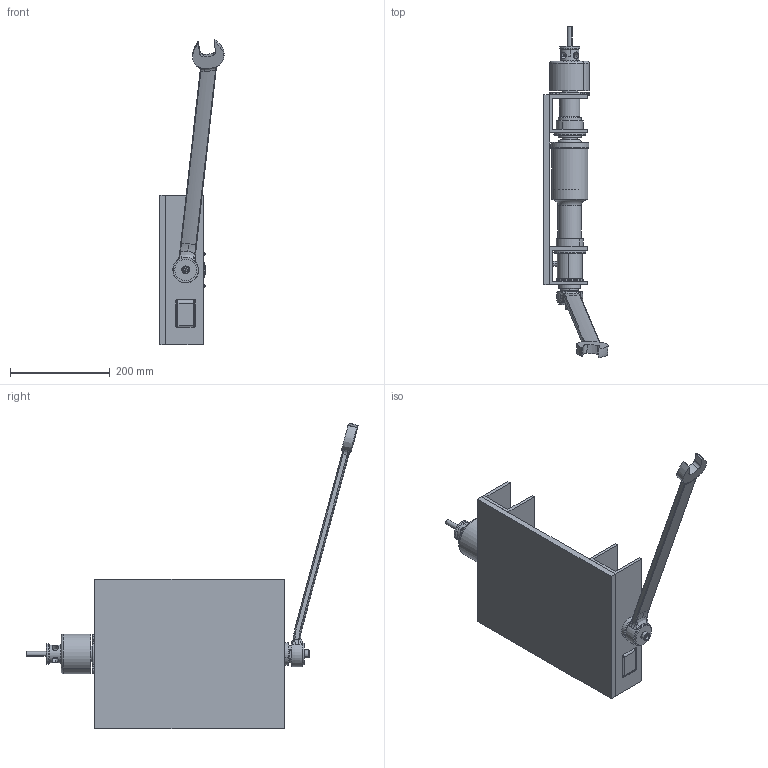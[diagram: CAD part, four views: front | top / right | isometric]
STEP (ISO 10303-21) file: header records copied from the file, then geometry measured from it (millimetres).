
FILE_DESCRIPTION (( 'STEP AP203' ), '1' );
FILE_NAME ('lifterb.STEP', '2016-09-26T22:27:27', ( '' ), ( '' ), 'SwSTEP 2.0', 'SolidWorks 2015', '' );
FILE_SCHEMA (( 'CONFIG_CONTROL_DESIGN' ));
Length unit declared in the file: millimetre
Products named in the file (19): ISO 10642 - M10 x 65 - 32N_ISO 10642 - M10 x 65 - 32N; torque multiplier; OBF455530 Flanged Oilite; ISO - 4034 - M10 - N_ISO - 4034 - M10 - N; 3x3channelb2; lifterb; simplified 50cc; 3x3channelb3; input shaftb; OBF354520 Flanged Oilite; baseboard; OBF455530 Flanged Oilite drilled 48; Washer ISO 7094 - 12_Washer ISO 7094 - 12; shaftb; ISO 4762 M10 x 20 - 20N_ISO 4762 M10 x 20 - 20N; User Library-Box_End_Wrench_10mm; 33mm socket; BS 3673-4 - S035M_BS 3673-4 - S035M; 20 to 25mm square adapter
Assembly tree (18 placements, depth 2):
  lifterb
    torque multiplier
    3x3channelb2
    3x3channelb3
    OBF354520 Flanged Oilite
    OBF455530 Flanged Oilite drilled 48
    shaftb
    User Library-Box_End_Wrench_10mm
    BS 3673-4 - S035M_BS 3673-4 - S035M
    ISO 10642 - M10 x 65 - 32N_ISO 10642 - M10 x 65 - 32N
    ISO - 4034 - M10 - N_ISO - 4034 - M10 - N
    simplified 50cc
    input shaftb
    baseboard
    Washer ISO 7094 - 12_Washer ISO 7094 - 12
    ISO 4762 M10 x 20 - 20N_ISO 4762 M10 x 20 - 20N
    33mm socket
    20 to 25mm square adapter
    OBF455530 Flanged Oilite
Bounding box: 129.2 x 665.84 x 612.76 mm (x, y, z)
Volume: 3536571.2 mm3; surface area: 803486 mm2
Topology: 18 solids, 19 shells, 861 faces, 2107 edges, 1294 vertices
Faces by surface type: cylinder 305, plane 268, torus 115, cone 88, bspline 77, sphere 8
Entity records: 34007 total; most frequent: CARTESIAN_POINT 11881, DIRECTION 4332, ORIENTED_EDGE 4194, EDGE_CURVE 2097, AXIS2_PLACEMENT_3D 1784, VERTEX_POINT 1294, CIRCLE 979, EDGE_LOOP 945
